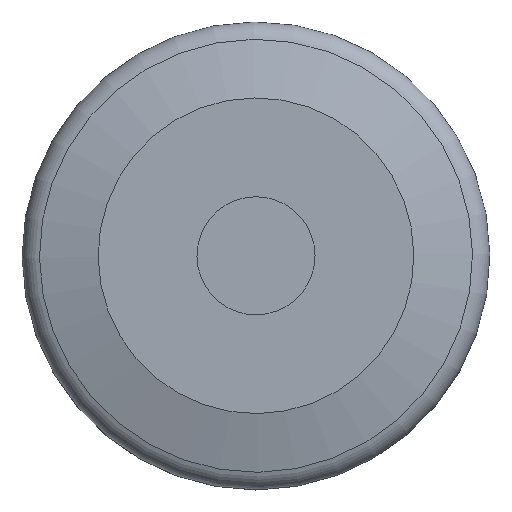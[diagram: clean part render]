
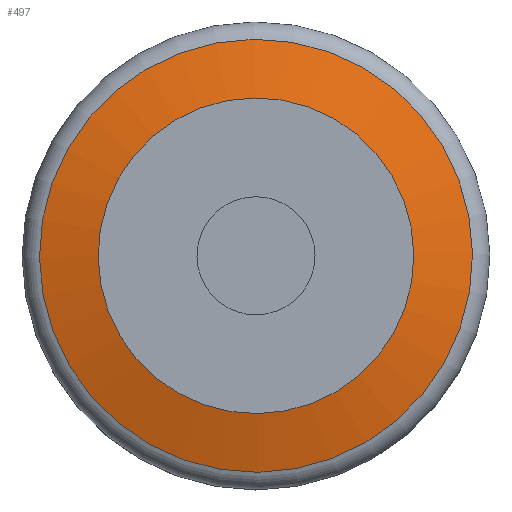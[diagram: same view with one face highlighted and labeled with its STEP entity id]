
A CAD part, top view. The second image highlights one B-rep face of the part: STEP entity #497.
In plain terms, the highlighted conical face has half-angle 75 degrees and reference radius 16.75 mm.
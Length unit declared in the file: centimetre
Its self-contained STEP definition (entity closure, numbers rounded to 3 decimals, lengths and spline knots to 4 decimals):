
#28=FACE_BOUND('',#164,.T.);
#88=CONICAL_SURFACE('',#559,1.675,75.);
#116=FACE_OUTER_BOUND('',#163,.T.);
#163=EDGE_LOOP('',(#394));
#164=EDGE_LOOP('',(#395));
#208=CIRCLE('',#556,1.8518);
#210=CIRCLE('',#560,1.35);
#250=VERTEX_POINT('',#847);
#252=VERTEX_POINT('',#853);
#304=EDGE_CURVE('',#250,#250,#208,.T.);
#306=EDGE_CURVE('',#252,#252,#210,.T.);
#394=ORIENTED_EDGE('',*,*,#306,.F.);
#395=ORIENTED_EDGE('',*,*,#304,.F.);
#497=ADVANCED_FACE('',(#116,#28),#88,.T.);
#556=AXIS2_PLACEMENT_3D('',#848,#685,#686);
#559=AXIS2_PLACEMENT_3D('',#852,#691,#692);
#560=AXIS2_PLACEMENT_3D('',#854,#693,#694);
#685=DIRECTION('center_axis',(0.,0.,
-1.));
#686=DIRECTION('ref_axis',(-0.165,-0.986,0.));
#691=DIRECTION('center_axis',(0.,0.,
-1.));
#692=DIRECTION('ref_axis',(0.165,0.986,0.));
#693=DIRECTION('center_axis',(0.,0.,
1.));
#694=DIRECTION('ref_axis',(0.165,0.986,0.));
#847=CARTESIAN_POINT('',(0.3055,1.8264,1.8656));
#848=CARTESIAN_POINT('Origin',(0.,0.,
1.8656));
#852=CARTESIAN_POINT('Origin',(0.,0.,
1.9129));
#853=CARTESIAN_POINT('',(0.2227,1.3315,2.));
#854=CARTESIAN_POINT('Origin',(0.,0.,
2.));
